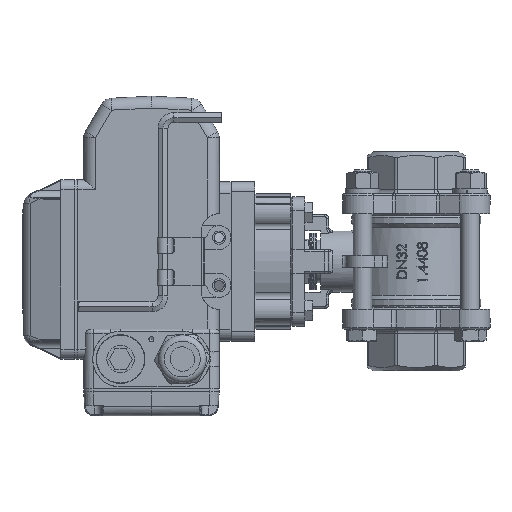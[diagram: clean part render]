
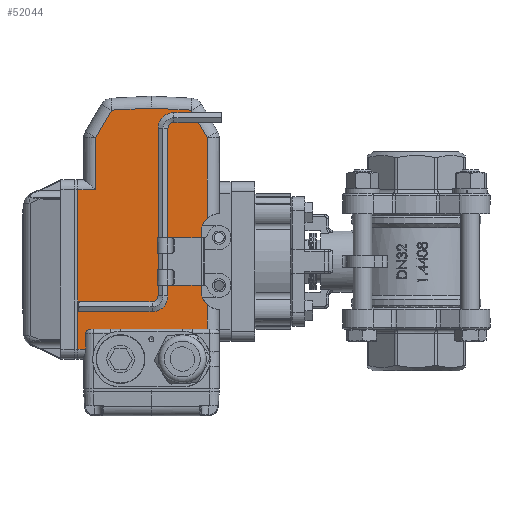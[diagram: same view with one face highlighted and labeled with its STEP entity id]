
A CAD part, left-side view. The second image highlights one B-rep face of the part: STEP entity #52044.
In plain terms, the highlighted face is planar.
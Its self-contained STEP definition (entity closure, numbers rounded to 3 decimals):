
#1478=LINE('',#76546,#5413);
#1483=LINE('',#76581,#5418);
#1885=LINE('',#78486,#5820);
#1886=LINE('',#78488,#5821);
#1887=LINE('',#78493,#5822);
#1888=LINE('',#78497,#5823);
#1889=LINE('',#78499,#5824);
#1890=LINE('',#78501,#5825);
#1891=LINE('',#78503,#5826);
#1892=LINE('',#78505,#5827);
#1893=LINE('',#78507,#5828);
#1894=LINE('',#78508,#5829);
#1895=LINE('',#78518,#5830);
#1896=LINE('',#78520,#5831);
#1897=LINE('',#78522,#5832);
#5413=VECTOR('',#61087,1000.);
#5418=VECTOR('',#61120,1000.);
#5820=VECTOR('',#63058,1000.);
#5821=VECTOR('',#63061,1000.);
#5822=VECTOR('',#63064,1000.);
#5823=VECTOR('',#63067,1000.);
#5824=VECTOR('',#63068,1000.);
#5825=VECTOR('',#63069,1000.);
#5826=VECTOR('',#63070,1000.);
#5827=VECTOR('',#63071,1000.);
#5828=VECTOR('',#63072,1000.);
#5829=VECTOR('',#63073,1000.);
#5830=VECTOR('',#63074,1000.);
#5831=VECTOR('',#63075,1000.);
#5832=VECTOR('',#63076,1000.);
#9755=CIRCLE('',#56046,9.);
#9756=CIRCLE('',#56047,9.);
#11934=PLANE('',#56045);
#14945=ORIENTED_EDGE('',*,*,#30029,.T.);
#14946=ORIENTED_EDGE('',*,*,#30030,.F.);
#14947=ORIENTED_EDGE('',*,*,#30031,.F.);
#14948=ORIENTED_EDGE('',*,*,#30032,.F.);
#14949=ORIENTED_EDGE('',*,*,#30033,.T.);
#14950=ORIENTED_EDGE('',*,*,#30034,.T.);
#14951=ORIENTED_EDGE('',*,*,#30035,.T.);
#14952=ORIENTED_EDGE('',*,*,#30036,.T.);
#14953=ORIENTED_EDGE('',*,*,#30037,.T.);
#14954=ORIENTED_EDGE('',*,*,#30038,.T.);
#14955=ORIENTED_EDGE('',*,*,#29136,.F.);
#14956=ORIENTED_EDGE('',*,*,#29119,.F.);
#14957=ORIENTED_EDGE('',*,*,#30028,.T.);
#14958=ORIENTED_EDGE('',*,*,#30039,.T.);
#14959=ORIENTED_EDGE('',*,*,#30040,.T.);
#14960=ORIENTED_EDGE('',*,*,#30041,.T.);
#14961=ORIENTED_EDGE('',*,*,#30042,.T.);
#14962=ORIENTED_EDGE('',*,*,#30043,.T.);
#29119=EDGE_CURVE('',#36998,#36991,#1478,.T.);
#29136=EDGE_CURVE('',#36991,#37015,#1483,.T.);
#30028=EDGE_CURVE('',#36998,#37563,#1885,.T.);
#30029=EDGE_CURVE('',#37564,#37565,#1886,.T.);
#30030=EDGE_CURVE('',#37566,#37565,#9755,.T.);
#30031=EDGE_CURVE('',#37567,#37566,#1887,.T.);
#30032=EDGE_CURVE('',#37568,#37567,#9756,.T.);
#30033=EDGE_CURVE('',#37568,#37569,#1888,.T.);
#30034=EDGE_CURVE('',#37569,#37570,#1889,.T.);
#30035=EDGE_CURVE('',#37570,#37571,#1890,.T.);
#30036=EDGE_CURVE('',#37571,#37572,#1891,.T.);
#30037=EDGE_CURVE('',#37572,#37573,#1892,.T.);
#30038=EDGE_CURVE('',#37573,#37015,#1893,.T.);
#30039=EDGE_CURVE('',#37563,#37574,#1894,.T.);
#30040=EDGE_CURVE('',#37574,#37575,#42078,.T.);
#30041=EDGE_CURVE('',#37575,#37576,#1895,.T.);
#30042=EDGE_CURVE('',#37576,#37577,#1896,.T.);
#30043=EDGE_CURVE('',#37577,#37564,#1897,.T.);
#36991=VERTEX_POINT('',#76532);
#36998=VERTEX_POINT('',#76545);
#37015=VERTEX_POINT('',#76582);
#37563=VERTEX_POINT('',#78485);
#37564=VERTEX_POINT('',#78489);
#37565=VERTEX_POINT('',#78490);
#37566=VERTEX_POINT('',#78492);
#37567=VERTEX_POINT('',#78494);
#37568=VERTEX_POINT('',#78496);
#37569=VERTEX_POINT('',#78498);
#37570=VERTEX_POINT('',#78500);
#37571=VERTEX_POINT('',#78502);
#37572=VERTEX_POINT('',#78504);
#37573=VERTEX_POINT('',#78506);
#37574=VERTEX_POINT('',#78509);
#37575=VERTEX_POINT('',#78517);
#37576=VERTEX_POINT('',#78519);
#37577=VERTEX_POINT('',#78521);
#42078=B_SPLINE_CURVE_WITH_KNOTS('',3,(#78510,#78511,#78512,#78513,#78514,
#78515,#78516),.UNSPECIFIED.,.F.,.F.,(4,1,1,1,4),(0.,
0.001,0.003,0.004,0.005),
 .UNSPECIFIED.);
#43513=EDGE_LOOP('',(#14945,#14946,#14947,#14948,#14949,#14950,#14951,#14952,
#14953,#14954,#14955,#14956,#14957,#14958,#14959,#14960,#14961,#14962));
#47235=FACE_BOUND('',#43513,.T.);
#52044=ADVANCED_FACE('',(#47235),#11934,.F.);
#56045=AXIS2_PLACEMENT_3D('',#78487,#63059,#63060);
#56046=AXIS2_PLACEMENT_3D('',#78491,#63062,#63063);
#56047=AXIS2_PLACEMENT_3D('',#78495,#63065,#63066);
#61087=DIRECTION('',(-1.,0.,0.));
#61120=DIRECTION('',(0.,0.,1.));
#63058=DIRECTION('',(0.,0.,1.));
#63059=DIRECTION('',(0.,1.,0.));
#63060=DIRECTION('',(0.,0.,1.));
#63061=DIRECTION('',(-1.,0.,0.));
#63062=DIRECTION('',(0.,-1.,0.));
#63063=DIRECTION('',(0.,0.,1.));
#63064=DIRECTION('',(1.,0.,0.));
#63065=DIRECTION('',(0.,-1.,0.));
#63066=DIRECTION('',(0.,0.,-1.));
#63067=DIRECTION('',(-1.,0.,0.));
#63068=DIRECTION('',(-0.866,0.,-0.5));
#63069=DIRECTION('',(-0.05,0.,-0.999));
#63070=DIRECTION('',(0.05,0.,-0.999));
#63071=DIRECTION('',(0.866,0.,-0.5));
#63072=DIRECTION('',(1.,0.,0.));
#63073=DIRECTION('',(-1.,0.,0.));
#63074=DIRECTION('',(0.,0.,1.));
#63075=DIRECTION('',(0.,0.,1.));
#63076=DIRECTION('',(0.,0.,1.));
#76532=CARTESIAN_POINT('',(-36.,-43.,-37.));
#76545=CARTESIAN_POINT('',(44.,-43.,-37.));
#76546=CARTESIAN_POINT('',(44.,-43.,-37.));
#76581=CARTESIAN_POINT('',(-36.,-43.,-37.));
#76582=CARTESIAN_POINT('',(-36.,-43.,-28.));
#78485=CARTESIAN_POINT('',(44.,-43.,-33.));
#78486=CARTESIAN_POINT('',(44.,-43.,-37.));
#78487=CARTESIAN_POINT('',(-62.144,-43.,-28.));
#78488=CARTESIAN_POINT('',(-62.144,-43.,28.));
#78489=CARTESIAN_POINT('',(34.,-43.,28.));
#78490=CARTESIAN_POINT('',(21.708,-43.,28.));
#78491=CARTESIAN_POINT('',(15.,-43.,34.));
#78492=CARTESIAN_POINT('',(15.,-43.,25.));
#78493=CARTESIAN_POINT('',(-15.,-43.,25.));
#78494=CARTESIAN_POINT('',(-15.,-43.,25.));
#78495=CARTESIAN_POINT('',(-15.,-43.,34.));
#78496=CARTESIAN_POINT('',(-21.708,-43.,28.));
#78497=CARTESIAN_POINT('',(-62.144,-43.,28.));
#78498=CARTESIAN_POINT('',(-62.144,-43.,28.));
#78499=CARTESIAN_POINT('',(-76.,-43.,20.));
#78500=CARTESIAN_POINT('',(-76.,-43.,20.));
#78501=CARTESIAN_POINT('',(-77.007,-43.,-0.297));
#78502=CARTESIAN_POINT('',(-76.993,-43.,0.));
#78503=CARTESIAN_POINT('',(-76.,-43.,-20.));
#78504=CARTESIAN_POINT('',(-76.,-43.,-20.));
#78505=CARTESIAN_POINT('',(-62.144,-43.,-28.));
#78506=CARTESIAN_POINT('',(-62.144,-43.,-28.));
#78507=CARTESIAN_POINT('',(-36.,-43.,-28.));
#78508=CARTESIAN_POINT('',(44.,-43.,-33.));
#78509=CARTESIAN_POINT('',(36.,-43.,-33.));
#78510=CARTESIAN_POINT('',(36.,-43.,-33.));
#78511=CARTESIAN_POINT('',(35.576,-43.,-33.));
#78512=CARTESIAN_POINT('',(34.756,-43.,-32.643));
#78513=CARTESIAN_POINT('',(34.128,-43.,-31.495));
#78514=CARTESIAN_POINT('',(33.99,-43.,-30.249));
#78515=CARTESIAN_POINT('',(34.,-43.,-29.417));
#78516=CARTESIAN_POINT('',(34.,-43.,-29.));
#78517=CARTESIAN_POINT('',(34.,-43.,-29.));
#78518=CARTESIAN_POINT('',(34.,-43.,34.));
#78519=CARTESIAN_POINT('',(34.,-43.,-20.696));
#78520=CARTESIAN_POINT('',(34.,-43.,34.));
#78521=CARTESIAN_POINT('',(34.,-43.,20.696));
#78522=CARTESIAN_POINT('',(34.,-43.,34.));
